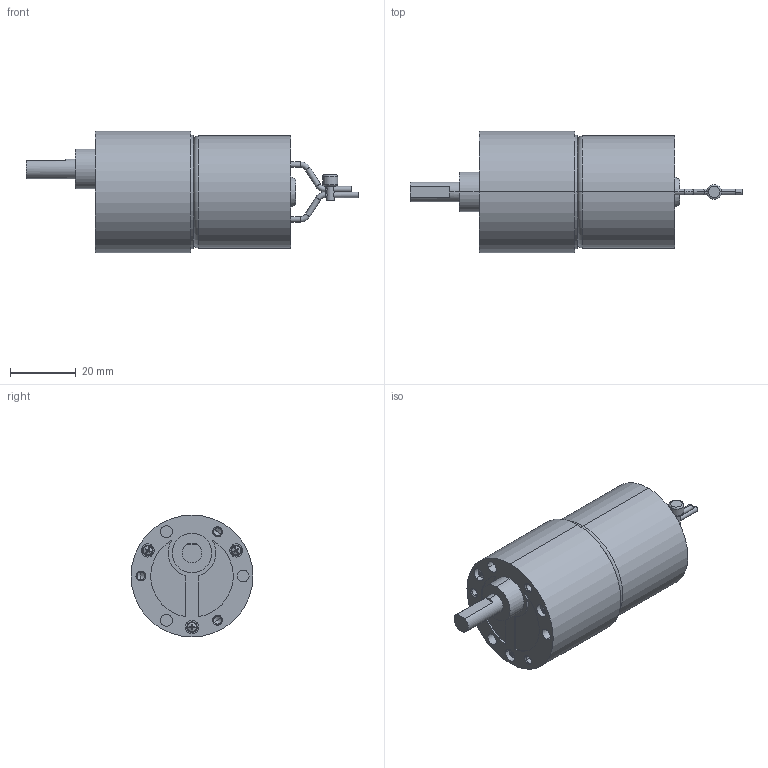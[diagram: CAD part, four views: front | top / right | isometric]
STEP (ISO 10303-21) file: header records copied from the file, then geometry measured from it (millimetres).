
FILE_DESCRIPTION(('starvars output'),'2;1');
FILE_NAME('34s36g400-600.stp','17:15:48 2014/09/10',( 'Thomas Industrial Network Germany GmbH'),( 'Thomas Industrial Network Germany GmbH'),'unknown preprocess','ACIS' ,'unknown authorization');
FILE_SCHEMA(('AUTOMOTIVE_DESIGN_CC2 {UNKNOWN IMPLEMENTATION LEVEL}'));
Length unit declared in the file: millimetre
Products named in the file (1): PRODUCT_ID_67
Bounding box: 100.72 x 37 x 37 mm (x, y, z)
Volume: 59636 mm3; surface area: 10276.2 mm2
Topology: 1 solids, 4 shells, 185 faces, 408 edges, 245 vertices
Faces by surface type: plane 69, cylinder 58, cone 32, torus 20, bspline 6
Entity records: 6143 total; most frequent: CARTESIAN_POINT 1132, ORIENTED_EDGE 792, DIRECTION 592, EDGE_CURVE 396, VERTEX_POINT 245, AXIS2_PLACEMENT_3D 220, EDGE_LOOP 213, FACE_BOUND 213
